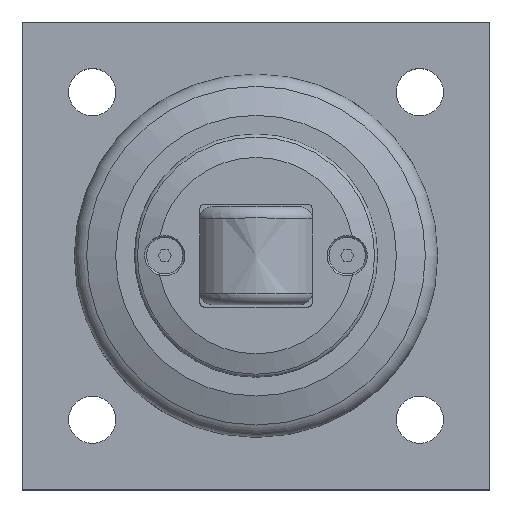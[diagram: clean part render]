
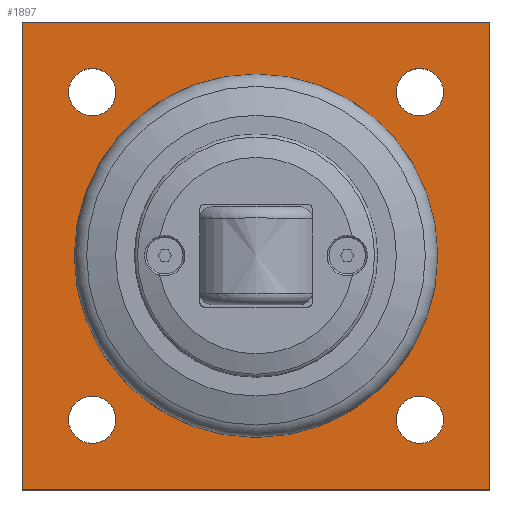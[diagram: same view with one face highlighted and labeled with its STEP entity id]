
A CAD part, top view. The second image highlights one B-rep face of the part: STEP entity #1897.
In plain terms, the highlighted planar face has unit normal (0, 0, 1).
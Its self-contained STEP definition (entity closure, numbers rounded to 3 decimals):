
#57=FACE_BOUND('',#348,.T.);
#58=FACE_BOUND('',#349,.T.);
#59=FACE_BOUND('',#350,.T.);
#60=FACE_BOUND('',#351,.T.);
#61=FACE_BOUND('',#352,.T.);
#114=PLANE('',#2144);
#224=FACE_OUTER_BOUND('',#347,.T.);
#347=EDGE_LOOP('',(#1749,#1750,#1751,#1752));
#348=EDGE_LOOP('',(#1753));
#349=EDGE_LOOP('',(#1754,#1755));
#350=EDGE_LOOP('',(#1756,#1757));
#351=EDGE_LOOP('',(#1758,#1759));
#352=EDGE_LOOP('',(#1760,#1761));
#479=LINE('',#3391,#617);
#483=LINE('',#3399,#621);
#486=LINE('',#3405,#624);
#489=LINE('',#3410,#627);
#617=VECTOR('',#2715,10.);
#621=VECTOR('',#2721,10.);
#624=VECTOR('',#2726,10.);
#627=VECTOR('',#2731,10.);
#734=CIRCLE('',#2115,26.5);
#740=CIRCLE('',#2124,5.053);
#741=CIRCLE('',#2125,5.053);
#743=CIRCLE('',#2128,5.053);
#744=CIRCLE('',#2129,5.053);
#746=CIRCLE('',#2132,5.053);
#747=CIRCLE('',#2133,5.053);
#749=CIRCLE('',#2136,5.053);
#750=CIRCLE('',#2137,5.053);
#914=VERTEX_POINT('',#3340);
#920=VERTEX_POINT('',#3357);
#921=VERTEX_POINT('',#3358);
#923=VERTEX_POINT('',#3365);
#924=VERTEX_POINT('',#3366);
#926=VERTEX_POINT('',#3373);
#927=VERTEX_POINT('',#3374);
#929=VERTEX_POINT('',#3381);
#930=VERTEX_POINT('',#3382);
#932=VERTEX_POINT('',#3389);
#933=VERTEX_POINT('',#3390);
#936=VERTEX_POINT('',#3398);
#938=VERTEX_POINT('',#3404);
#1180=EDGE_CURVE('',#914,#914,#734,.T.);
#1187=EDGE_CURVE('',#920,#921,#740,.T.);
#1188=EDGE_CURVE('',#921,#920,#741,.T.);
#1191=EDGE_CURVE('',#923,#924,#743,.T.);
#1192=EDGE_CURVE('',#924,#923,#744,.T.);
#1195=EDGE_CURVE('',#926,#927,#746,.T.);
#1196=EDGE_CURVE('',#927,#926,#747,.T.);
#1199=EDGE_CURVE('',#929,#930,#749,.T.);
#1200=EDGE_CURVE('',#930,#929,#750,.T.);
#1203=EDGE_CURVE('',#932,#933,#479,.T.);
#1207=EDGE_CURVE('',#933,#936,#483,.T.);
#1210=EDGE_CURVE('',#936,#938,#486,.T.);
#1213=EDGE_CURVE('',#938,#932,#489,.T.);
#1749=ORIENTED_EDGE('',*,*,#1203,.F.);
#1750=ORIENTED_EDGE('',*,*,#1213,.F.);
#1751=ORIENTED_EDGE('',*,*,#1210,.F.);
#1752=ORIENTED_EDGE('',*,*,#1207,.F.);
#1753=ORIENTED_EDGE('',*,*,#1180,.T.);
#1754=ORIENTED_EDGE('',*,*,#1187,.T.);
#1755=ORIENTED_EDGE('',*,*,#1188,.T.);
#1756=ORIENTED_EDGE('',*,*,#1191,.T.);
#1757=ORIENTED_EDGE('',*,*,#1192,.T.);
#1758=ORIENTED_EDGE('',*,*,#1195,.T.);
#1759=ORIENTED_EDGE('',*,*,#1196,.T.);
#1760=ORIENTED_EDGE('',*,*,#1199,.T.);
#1761=ORIENTED_EDGE('',*,*,#1200,.T.);
#1897=ADVANCED_FACE('',(#224,#57,#58,#59,#60,#61),#114,.T.);
#2115=AXIS2_PLACEMENT_3D('',#3342,#2660,#2661);
#2124=AXIS2_PLACEMENT_3D('',#3359,#2679,#2680);
#2125=AXIS2_PLACEMENT_3D('',#3360,#2681,#2682);
#2128=AXIS2_PLACEMENT_3D('',#3367,#2688,#2689);
#2129=AXIS2_PLACEMENT_3D('',#3368,#2690,#2691);
#2132=AXIS2_PLACEMENT_3D('',#3375,#2697,#2698);
#2133=AXIS2_PLACEMENT_3D('',#3376,#2699,#2700);
#2136=AXIS2_PLACEMENT_3D('',#3383,#2706,#2707);
#2137=AXIS2_PLACEMENT_3D('',#3384,#2708,#2709);
#2144=AXIS2_PLACEMENT_3D('',#3413,#2735,#2736);
#2660=DIRECTION('center_axis',(0.,0.,-1.));
#2661=DIRECTION('ref_axis',(-1.,0.,0.));
#2679=DIRECTION('center_axis',(0.,0.,-1.));
#2680=DIRECTION('ref_axis',(1.,0.,0.));
#2681=DIRECTION('center_axis',(0.,0.,-1.));
#2682=DIRECTION('ref_axis',(1.,0.,0.));
#2688=DIRECTION('center_axis',(0.,0.,-1.));
#2689=DIRECTION('ref_axis',(1.,0.,0.));
#2690=DIRECTION('center_axis',(0.,0.,-1.));
#2691=DIRECTION('ref_axis',(1.,0.,0.));
#2697=DIRECTION('center_axis',(0.,0.,-1.));
#2698=DIRECTION('ref_axis',(1.,0.,0.));
#2699=DIRECTION('center_axis',(0.,0.,-1.));
#2700=DIRECTION('ref_axis',(1.,0.,0.));
#2706=DIRECTION('center_axis',(0.,0.,-1.));
#2707=DIRECTION('ref_axis',(1.,0.,0.));
#2708=DIRECTION('center_axis',(0.,0.,-1.));
#2709=DIRECTION('ref_axis',(1.,0.,0.));
#2715=DIRECTION('',(0.,1.,0.));
#2721=DIRECTION('',(1.,0.,0.));
#2726=DIRECTION('',(0.,-1.,0.));
#2731=DIRECTION('',(-1.,0.,0.));
#2735=DIRECTION('center_axis',(0.,0.,1.));
#2736=DIRECTION('ref_axis',(1.,0.,0.));
#3340=CARTESIAN_POINT('',(76.5,50.,15.));
#3342=CARTESIAN_POINT('Origin',(50.,50.,15.));
#3357=CARTESIAN_POINT('',(20.053,15.,15.));
#3358=CARTESIAN_POINT('',(9.947,15.,15.));
#3359=CARTESIAN_POINT('Origin',(15.,15.,15.));
#3360=CARTESIAN_POINT('Origin',(15.,15.,15.));
#3365=CARTESIAN_POINT('',(90.053,15.,15.));
#3366=CARTESIAN_POINT('',(79.947,15.,15.));
#3367=CARTESIAN_POINT('Origin',(85.,15.,15.));
#3368=CARTESIAN_POINT('Origin',(85.,15.,15.));
#3373=CARTESIAN_POINT('',(90.053,85.,15.));
#3374=CARTESIAN_POINT('',(79.947,85.,15.));
#3375=CARTESIAN_POINT('Origin',(85.,85.,15.));
#3376=CARTESIAN_POINT('Origin',(85.,85.,15.));
#3381=CARTESIAN_POINT('',(20.053,85.,15.));
#3382=CARTESIAN_POINT('',(9.947,85.,15.));
#3383=CARTESIAN_POINT('Origin',(15.,85.,15.));
#3384=CARTESIAN_POINT('Origin',(15.,85.,15.));
#3389=CARTESIAN_POINT('',(0.,0.,15.));
#3390=CARTESIAN_POINT('',(0.,100.,15.));
#3391=CARTESIAN_POINT('',(0.,100.,15.));
#3398=CARTESIAN_POINT('',(100.,100.,15.));
#3399=CARTESIAN_POINT('',(100.,100.,15.));
#3404=CARTESIAN_POINT('',(100.,0.,15.));
#3405=CARTESIAN_POINT('',(100.,0.,15.));
#3410=CARTESIAN_POINT('',(0.,0.,15.));
#3413=CARTESIAN_POINT('Origin',(50.,50.,15.));
